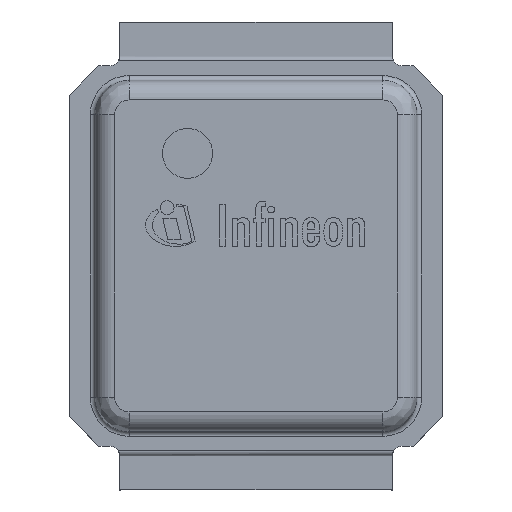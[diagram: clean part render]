
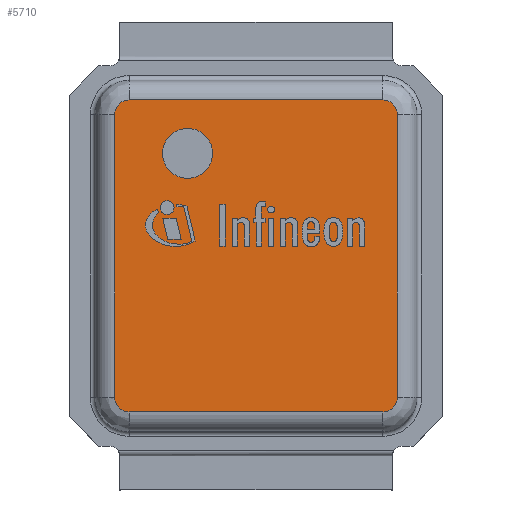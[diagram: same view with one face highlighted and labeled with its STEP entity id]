
A CAD part, top view. The second image highlights one B-rep face of the part: STEP entity #5710.
In plain terms, the highlighted planar face has unit normal (0, 0, 1).
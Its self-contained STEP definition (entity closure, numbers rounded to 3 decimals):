
#82=CIRCLE($,#6097,0.15);
#85=CIRCLE($,#6101,0.15);
#89=CIRCLE($,#6106,0.15);
#93=CIRCLE($,#6111,0.15);
#94=CIRCLE($,#6117,0.256);
#405=FACE_BOUND($,#2083,.T.);
#406=FACE_BOUND($,#2084,.T.);
#437=PLANE($,#6116);
#655=LINE($,#9620,#1114);
#657=LINE($,#9640,#1116);
#659=LINE($,#9658,#1118);
#660=LINE($,#9672,#1119);
#1114=VECTOR($,#6974,2.9);
#1116=VECTOR($,#6986,2.6);
#1118=VECTOR($,#6998,2.9);
#1119=VECTOR($,#7005,2.6);
#2083=EDGE_LOOP($,(#4226));
#2084=EDGE_LOOP($,(#4227,#4228,#4229,#4230,#4231,#4232,#4233,#4234));
#2544=VERTEX_POINT($,#9611);
#2545=VERTEX_POINT($,#9613);
#2547=VERTEX_POINT($,#9618);
#2549=VERTEX_POINT($,#9632);
#2551=VERTEX_POINT($,#9638);
#2552=VERTEX_POINT($,#9651);
#2553=VERTEX_POINT($,#9656);
#2554=VERTEX_POINT($,#9668);
#2555=VERTEX_POINT($,#9680);
#3178=EDGE_CURVE($,#2545,#2544,#82,.T.);
#3180=EDGE_CURVE($,#2547,#2545,#655,.T.);
#3183=EDGE_CURVE($,#2549,#2547,#85,.T.);
#3186=EDGE_CURVE($,#2551,#2549,#657,.T.);
#3189=EDGE_CURVE($,#2552,#2551,#89,.T.);
#3192=EDGE_CURVE($,#2553,#2552,#659,.T.);
#3194=EDGE_CURVE($,#2554,#2553,#93,.T.);
#3195=EDGE_CURVE($,#2544,#2554,#660,.T.);
#3199=EDGE_CURVE($,#2555,#2555,#94,.T.);
#4226=ORIENTED_EDGE($,*,*,#3199,.F.);
#4227=ORIENTED_EDGE($,*,*,#3178,.F.);
#4228=ORIENTED_EDGE($,*,*,#3180,.F.);
#4229=ORIENTED_EDGE($,*,*,#3183,.F.);
#4230=ORIENTED_EDGE($,*,*,#3186,.F.);
#4231=ORIENTED_EDGE($,*,*,#3189,.F.);
#4232=ORIENTED_EDGE($,*,*,#3192,.F.);
#4233=ORIENTED_EDGE($,*,*,#3194,.F.);
#4234=ORIENTED_EDGE($,*,*,#3195,.F.);
#5710=ADVANCED_FACE($,(#405,#406),#437,.T.);
#6097=AXIS2_PLACEMENT_3D($,#9615,#6968,#6969);
#6101=AXIS2_PLACEMENT_3D($,#9634,#6978,#6979);
#6106=AXIS2_PLACEMENT_3D($,#9653,#6990,#6991);
#6111=AXIS2_PLACEMENT_3D($,#9670,#7001,#7002);
#6116=AXIS2_PLACEMENT_3D($,#9679,#7015,#7016);
#6117=AXIS2_PLACEMENT_3D($,#9681,#7017,#7018);
#6968=DIRECTION('center_axis',(0.,0.,-1.));
#6969=DIRECTION('ref_axis',(0.707,-0.707,0.));
#6974=DIRECTION($,(0.,-1.,0.));
#6978=DIRECTION('center_axis',(0.,0.,-1.));
#6979=DIRECTION('ref_axis',(0.707,0.707,0.));
#6986=DIRECTION($,(1.,0.,0.));
#6990=DIRECTION('center_axis',(0.,0.,-1.));
#6991=DIRECTION('ref_axis',(-0.707,0.707,0.));
#6998=DIRECTION($,(0.,1.,0.));
#7001=DIRECTION('center_axis',(0.,0.,-1.));
#7002=DIRECTION('ref_axis',(-0.707,-0.707,0.));
#7005=DIRECTION($,(-1.,0.,0.));
#7015=DIRECTION('center_axis',(0.,0.,1.));
#7016=DIRECTION('ref_axis',(0.,-1.,0.));
#7017=DIRECTION('center_axis',(0.,0.,1.));
#7018=DIRECTION('ref_axis',(-1.,0.,0.));
#9611=CARTESIAN_POINT('',(1.3,-1.6,0.71));
#9613=CARTESIAN_POINT('',(1.45,-1.45,0.71));
#9615=CARTESIAN_POINT('Origin',(1.3,-1.45,0.71));
#9618=CARTESIAN_POINT('',(1.45,1.45,0.71));
#9620=CARTESIAN_POINT($,(1.45,1.75,0.71));
#9632=CARTESIAN_POINT('',(1.3,1.6,0.71));
#9634=CARTESIAN_POINT('Origin',(1.3,1.45,0.71));
#9638=CARTESIAN_POINT('',(-1.3,1.6,0.71));
#9640=CARTESIAN_POINT($,(-0.65,1.6,0.71));
#9651=CARTESIAN_POINT('',(-1.45,1.45,0.71));
#9653=CARTESIAN_POINT('Origin',(-1.3,1.45,0.71));
#9656=CARTESIAN_POINT('',(-1.45,-1.45,0.71));
#9658=CARTESIAN_POINT($,(-1.45,0.3,0.71));
#9668=CARTESIAN_POINT('',(-1.3,-1.6,0.71));
#9670=CARTESIAN_POINT('Origin',(-1.3,-1.45,0.71));
#9672=CARTESIAN_POINT($,(0.65,-1.6,0.71));
#9679=CARTESIAN_POINT('Origin',(0.,2.05,0.71));
#9680=CARTESIAN_POINT('',(-0.446,1.052,0.71));
#9681=CARTESIAN_POINT('Origin',(-0.702,1.052,0.71));
